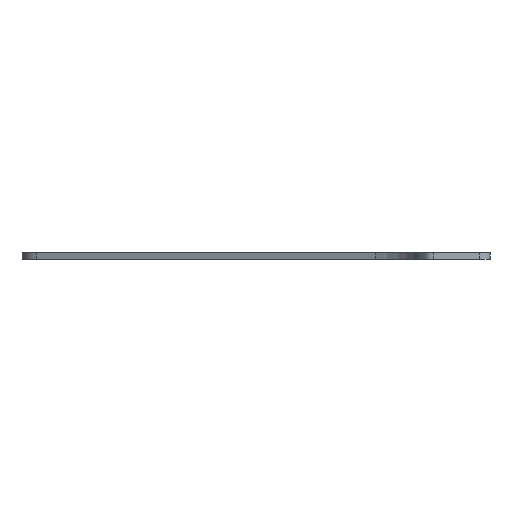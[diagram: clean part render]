
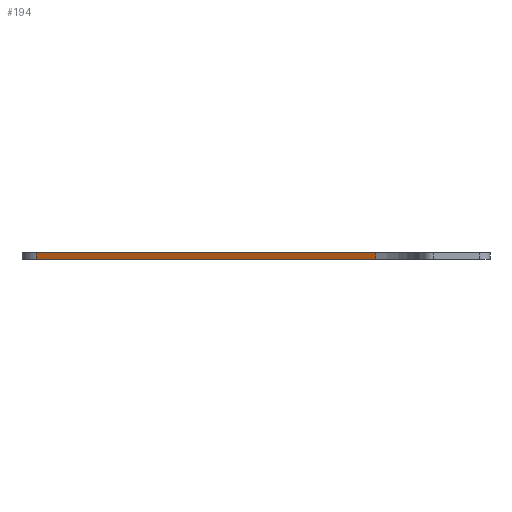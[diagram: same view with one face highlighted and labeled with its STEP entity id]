
A CAD part, left-side view. The second image highlights one B-rep face of the part: STEP entity #194.
In plain terms, the highlighted planar face has unit normal (-0.902, 0.433, 0).
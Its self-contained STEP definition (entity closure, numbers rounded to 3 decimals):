
#27 = VECTOR ( 'NONE', #257, 1000. ) ;
#42 = EDGE_CURVE ( 'NONE', #829, #809, #773, .T. ) ;
#55 = CARTESIAN_POINT ( 'NONE',  ( 34.221, 34.184, 0. ) ) ;
#81 = EDGE_CURVE ( 'NONE', #720, #809, #418, .T. ) ;
#126 = FACE_OUTER_BOUND ( 'NONE', #733, .T. ) ;
#141 = DIRECTION ( 'NONE',  ( 0., 0., -1. ) ) ;
#152 = ORIENTED_EDGE ( 'NONE', *, *, #538, .F. ) ;
#157 = CARTESIAN_POINT ( 'NONE',  ( 34.221, 34.184, 0. ) ) ;
#189 = ORIENTED_EDGE ( 'NONE', *, *, #943, .T. ) ;
#194 = ADVANCED_FACE ( 'NONE', ( #126 ), #664, .T. ) ;
#220 = VECTOR ( 'NONE', #921, 1000. ) ;
#243 = ORIENTED_EDGE ( 'NONE', *, *, #42, .T. ) ;
#257 = DIRECTION ( 'NONE',  ( 0.433, 0.902, 0. ) ) ;
#358 = LINE ( 'NONE', #405, #27 ) ;
#370 = AXIS2_PLACEMENT_3D ( 'NONE', #444, #734, #879 ) ;
#405 = CARTESIAN_POINT ( 'NONE',  ( 27.414, 20., 2. ) ) ;
#418 = LINE ( 'NONE', #855, #918 ) ;
#444 = CARTESIAN_POINT ( 'NONE',  ( 27.414, 20., 0. ) ) ;
#452 = ORIENTED_EDGE ( 'NONE', *, *, #81, .F. ) ;
#453 = CARTESIAN_POINT ( 'NONE',  ( 82.958, 135.745, 0. ) ) ;
#491 = LINE ( 'NONE', #55, #681 ) ;
#527 = CARTESIAN_POINT ( 'NONE',  ( 34.221, 34.184, 2. ) ) ;
#538 = EDGE_CURVE ( 'NONE', #745, #720, #491, .T. ) ;
#664 = PLANE ( 'NONE',  #370 ) ;
#681 = VECTOR ( 'NONE', #141, 1000. ) ;
#720 = VERTEX_POINT ( 'NONE', #157 ) ;
#733 = EDGE_LOOP ( 'NONE', ( #152, #189, #243, #452 ) ) ;
#734 = DIRECTION ( 'NONE',  ( -0.902, 0.433, 0. ) ) ;
#745 = VERTEX_POINT ( 'NONE', #527 ) ;
#757 = CARTESIAN_POINT ( 'NONE',  ( 82.958, 135.745, 2. ) ) ;
#773 = LINE ( 'NONE', #845, #220 ) ;
#809 = VERTEX_POINT ( 'NONE', #453 ) ;
#829 = VERTEX_POINT ( 'NONE', #757 ) ;
#845 = CARTESIAN_POINT ( 'NONE',  ( 82.958, 135.745, 0. ) ) ;
#855 = CARTESIAN_POINT ( 'NONE',  ( 27.414, 20., 0. ) ) ;
#861 = DIRECTION ( 'NONE',  ( 0.433, 0.902, 0. ) ) ;
#879 = DIRECTION ( 'NONE',  ( 0.433, 0.902, 0. ) ) ;
#918 = VECTOR ( 'NONE', #861, 1000. ) ;
#921 = DIRECTION ( 'NONE',  ( 0., 0., -1. ) ) ;
#943 = EDGE_CURVE ( 'NONE', #745, #829, #358, .T. ) ;
